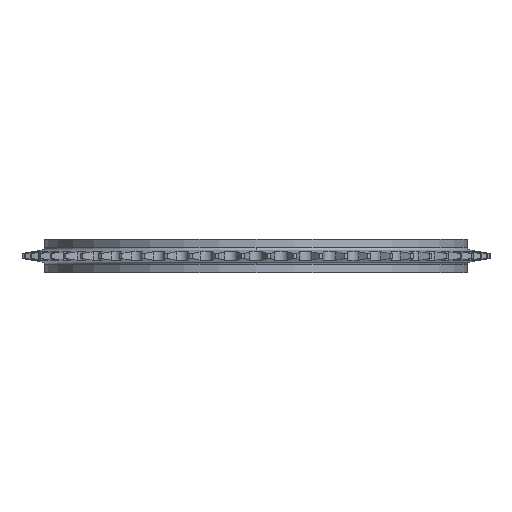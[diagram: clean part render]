
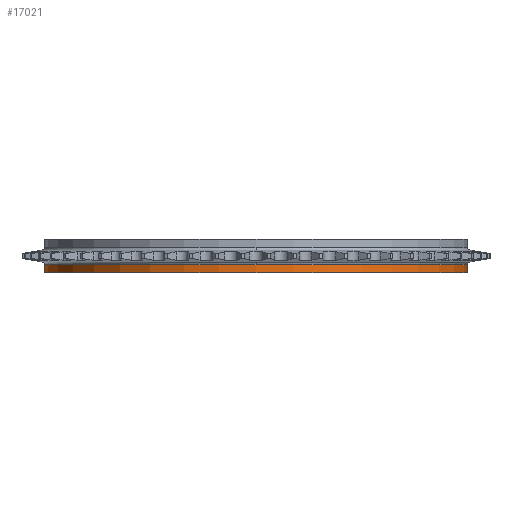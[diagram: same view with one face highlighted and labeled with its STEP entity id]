
A CAD part, front view. The second image highlights one B-rep face of the part: STEP entity #17021.
In plain terms, the highlighted cylindrical face has radius 79.062 mm (diameter 158.125 mm), a partial arc.
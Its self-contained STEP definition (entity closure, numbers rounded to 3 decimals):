
#180 = AXIS2_PLACEMENT_3D ( 'NONE', #22642, #10523, #30931 ) ;
#264 = ORIENTED_EDGE ( 'NONE', *, *, #19882, .F. ) ;
#727 = ORIENTED_EDGE ( 'NONE', *, *, #14814, .T. ) ;
#2012 = ORIENTED_EDGE ( 'NONE', *, *, #3499, .T. ) ;
#2284 = DIRECTION ( 'NONE',  ( -1., 0., 0. ) ) ;
#2915 = ORIENTED_EDGE ( 'NONE', *, *, #21241, .T. ) ;
#3499 = EDGE_CURVE ( 'NONE', #13558, #12111, #16909, .T. ) ;
#3753 = EDGE_LOOP ( 'NONE', ( #264, #727, #20821, #2915, #2012 ) ) ;
#3760 = CIRCLE ( 'NONE', #180, 79.062 ) ;
#4117 = CIRCLE ( 'NONE', #10743, 79.062 ) ;
#4734 = AXIS2_PLACEMENT_3D ( 'NONE', #9456, #29081, #2284 ) ;
#5141 = DIRECTION ( 'NONE',  ( 1., 0., 0. ) ) ;
#7212 = DIRECTION ( 'NONE',  ( 0., 0., 1. ) ) ;
#8177 = CARTESIAN_POINT ( 'NONE',  ( 79.062, 0., -6.35 ) ) ;
#9143 = CARTESIAN_POINT ( 'NONE',  ( 0., -79.062, -3.228 ) ) ;
#9189 = CARTESIAN_POINT ( 'NONE',  ( -79.062, 0., 6.35 ) ) ;
#9377 = VERTEX_POINT ( 'NONE', #26634 ) ;
#9456 = CARTESIAN_POINT ( 'NONE',  ( 0., 0., 6.35 ) ) ;
#9749 = CARTESIAN_POINT ( 'NONE',  ( 0., 0., -3.228 ) ) ;
#10217 = DIRECTION ( 'NONE',  ( 0., 0., -1. ) ) ;
#10523 = DIRECTION ( 'NONE',  ( 0., 0., -1. ) ) ;
#10743 = AXIS2_PLACEMENT_3D ( 'NONE', #9749, #10217, #12283 ) ;
#10925 = CARTESIAN_POINT ( 'NONE',  ( 79.062, 0., 6.35 ) ) ;
#12111 = VERTEX_POINT ( 'NONE', #8177 ) ;
#12283 = DIRECTION ( 'NONE',  ( 0., -1., 0. ) ) ;
#13558 = VERTEX_POINT ( 'NONE', #19955 ) ;
#14246 = VERTEX_POINT ( 'NONE', #9143 ) ;
#14814 = EDGE_CURVE ( 'NONE', #9377, #14246, #3760, .T. ) ;
#15088 = VECTOR ( 'NONE', #20666, 1000. ) ;
#16909 = CIRCLE ( 'NONE', #19982, 79.062 ) ;
#17021 = ADVANCED_FACE ( 'NONE', ( #27156 ), #26694, .T. ) ;
#19657 = CARTESIAN_POINT ( 'NONE',  ( 0., 0., -6.35 ) ) ;
#19882 = EDGE_CURVE ( 'NONE', #9377, #12111, #25286, .T. ) ;
#19940 = VECTOR ( 'NONE', #28669, 1000. ) ;
#19955 = CARTESIAN_POINT ( 'NONE',  ( -79.062, 0., -6.35 ) ) ;
#19982 = AXIS2_PLACEMENT_3D ( 'NONE', #19657, #7212, #5141 ) ;
#20172 = CARTESIAN_POINT ( 'NONE',  ( -79.062, 0., -3.228 ) ) ;
#20525 = EDGE_CURVE ( 'NONE', #14246, #25478, #4117, .T. ) ;
#20666 = DIRECTION ( 'NONE',  ( 0., 0., -1. ) ) ;
#20821 = ORIENTED_EDGE ( 'NONE', *, *, #20525, .T. ) ;
#21241 = EDGE_CURVE ( 'NONE', #25478, #13558, #31071, .T. ) ;
#22642 = CARTESIAN_POINT ( 'NONE',  ( 0., 0., -3.228 ) ) ;
#25286 = LINE ( 'NONE', #10925, #15088 ) ;
#25478 = VERTEX_POINT ( 'NONE', #20172 ) ;
#26634 = CARTESIAN_POINT ( 'NONE',  ( 79.062, 0., -3.228 ) ) ;
#26694 = CYLINDRICAL_SURFACE ( 'NONE', #4734, 79.062 ) ;
#27156 = FACE_OUTER_BOUND ( 'NONE', #3753, .T. ) ;
#28669 = DIRECTION ( 'NONE',  ( 0., 0., -1. ) ) ;
#29081 = DIRECTION ( 'NONE',  ( 0., 0., -1. ) ) ;
#30931 = DIRECTION ( 'NONE',  ( 0., -1., 0. ) ) ;
#31071 = LINE ( 'NONE', #9189, #19940 ) ;
